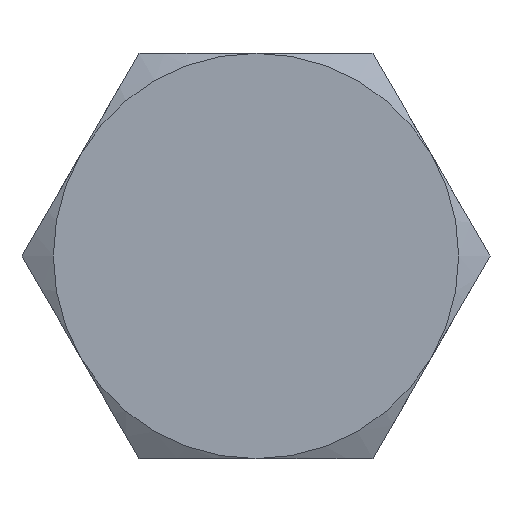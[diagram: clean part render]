
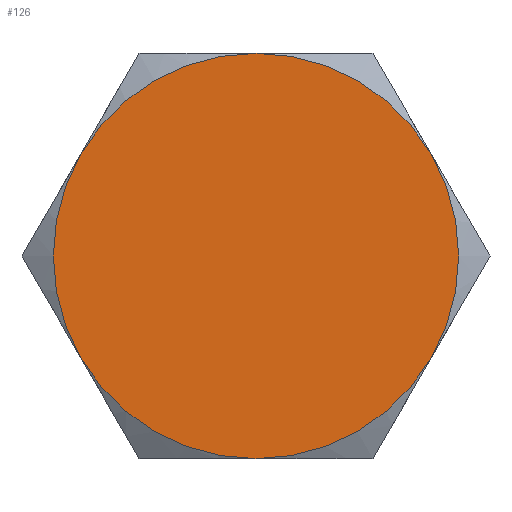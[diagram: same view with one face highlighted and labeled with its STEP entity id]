
A CAD part, left-side view. The second image highlights one B-rep face of the part: STEP entity #126.
In plain terms, the highlighted planar face has unit normal (-1, 0, 0).
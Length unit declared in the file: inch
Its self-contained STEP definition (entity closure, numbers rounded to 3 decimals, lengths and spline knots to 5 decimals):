
#126 = ADVANCED_FACE ( 'NONE', ( #2154 ), #3660, .F. ) ;
#869 = ORIENTED_EDGE ( 'NONE', *, *, #1874, .T. ) ;
#870 = ORIENTED_EDGE ( 'NONE', *, *, #1871, .T. ) ;
#871 = ORIENTED_EDGE ( 'NONE', *, *, #1866, .T. ) ;
#872 = ORIENTED_EDGE ( 'NONE', *, *, #1863, .T. ) ;
#873 = ORIENTED_EDGE ( 'NONE', *, *, #1861, .T. ) ;
#874 = ORIENTED_EDGE ( 'NONE', *, *, #1869, .T. ) ;
#1083 = VERTEX_POINT ( 'NONE', #8199 ) ;
#1131 = VERTEX_POINT ( 'NONE', #8247 ) ;
#1133 = VERTEX_POINT ( 'NONE', #8249 ) ;
#1136 = VERTEX_POINT ( 'NONE', #8252 ) ;
#1140 = VERTEX_POINT ( 'NONE', #8256 ) ;
#1142 = VERTEX_POINT ( 'NONE', #8258 ) ;
#1616 = EDGE_LOOP ( 'NONE', ( #869, #870, #871, #872, #873, #874 ) ) ;
#1861 = EDGE_CURVE ( 'NONE', #1133, #1136, #2474, .T. ) ;
#1863 = EDGE_CURVE ( 'NONE', #1131, #1133, #2475, .T. ) ;
#1866 = EDGE_CURVE ( 'NONE', #1140, #1131, #2472, .T. ) ;
#1869 = EDGE_CURVE ( 'NONE', #1136, #1083, #2471, .T. ) ;
#1871 = EDGE_CURVE ( 'NONE', #1142, #1140, #2478, .T. ) ;
#1874 = EDGE_CURVE ( 'NONE', #1083, #1142, #2476, .T. ) ;
#1960 = AXIS2_PLACEMENT_3D ( 'NONE', #3661, #3666, #3667 ) ;
#2017 = AXIS2_PLACEMENT_3D ( 'NONE', #11616, #11617, #11618 ) ;
#2018 = AXIS2_PLACEMENT_3D ( 'NONE', #11630, #11631, #11632 ) ;
#2019 = AXIS2_PLACEMENT_3D ( 'NONE', #11649, #11650, #11651 ) ;
#2020 = AXIS2_PLACEMENT_3D ( 'NONE', #11662, #11663, #11664 ) ;
#2021 = AXIS2_PLACEMENT_3D ( 'NONE', #11676, #11677, #11678 ) ;
#2022 = AXIS2_PLACEMENT_3D ( 'NONE', #11696, #11697, #11698 ) ;
#2154 = FACE_OUTER_BOUND ( 'NONE', #1616, .T. ) ;
#2471 = CIRCLE ( 'NONE', #2020, 0.75 ) ;
#2472 = CIRCLE ( 'NONE', #2019, 0.75 ) ;
#2474 = CIRCLE ( 'NONE', #2017, 0.75 ) ;
#2475 = CIRCLE ( 'NONE', #2018, 0.75 ) ;
#2476 = CIRCLE ( 'NONE', #2022, 0.75 ) ;
#2478 = CIRCLE ( 'NONE', #2021, 0.75 ) ;
#3660 = PLANE ( 'NONE',  #1960 ) ;
#3661 = CARTESIAN_POINT ( 'NONE',  ( 0., 0., 0. ) ) ;
#3666 = DIRECTION ( 'NONE',  ( 1., 0., 0. ) ) ;
#3667 = DIRECTION ( 'NONE',  ( 0., 0., -1. ) ) ;
#8199 = CARTESIAN_POINT ( 'NONE',  ( 0., 0., 0.75 ) ) ;
#8247 = CARTESIAN_POINT ( 'NONE',  ( 0., 0., -0.75 ) ) ;
#8249 = CARTESIAN_POINT ( 'NONE',  ( 0., -0.64952, -0.375 ) ) ;
#8252 = CARTESIAN_POINT ( 'NONE',  ( 0., -0.64952, 0.375 ) ) ;
#8256 = CARTESIAN_POINT ( 'NONE',  ( 0., 0.64952, -0.375 ) ) ;
#8258 = CARTESIAN_POINT ( 'NONE',  ( 0., 0.64952, 0.375 ) ) ;
#11616 = CARTESIAN_POINT ( 'NONE',  ( 0., 0., 0. ) ) ;
#11617 = DIRECTION ( 'NONE',  ( -1., 0., 0. ) ) ;
#11618 = DIRECTION ( 'NONE',  ( 0., 0., 1. ) ) ;
#11630 = CARTESIAN_POINT ( 'NONE',  ( 0., 0., 0. ) ) ;
#11631 = DIRECTION ( 'NONE',  ( -1., 0., 0. ) ) ;
#11632 = DIRECTION ( 'NONE',  ( 0., 0., 1. ) ) ;
#11649 = CARTESIAN_POINT ( 'NONE',  ( 0., 0., 0. ) ) ;
#11650 = DIRECTION ( 'NONE',  ( -1., 0., 0. ) ) ;
#11651 = DIRECTION ( 'NONE',  ( 0., 0., 1. ) ) ;
#11662 = CARTESIAN_POINT ( 'NONE',  ( 0., 0., 0. ) ) ;
#11663 = DIRECTION ( 'NONE',  ( -1., 0., 0. ) ) ;
#11664 = DIRECTION ( 'NONE',  ( 0., 0., 1. ) ) ;
#11676 = CARTESIAN_POINT ( 'NONE',  ( 0., 0., 0. ) ) ;
#11677 = DIRECTION ( 'NONE',  ( -1., 0., 0. ) ) ;
#11678 = DIRECTION ( 'NONE',  ( 0., 0., 1. ) ) ;
#11696 = CARTESIAN_POINT ( 'NONE',  ( 0., 0., 0. ) ) ;
#11697 = DIRECTION ( 'NONE',  ( -1., 0., 0. ) ) ;
#11698 = DIRECTION ( 'NONE',  ( 0., 0., 1. ) ) ;
